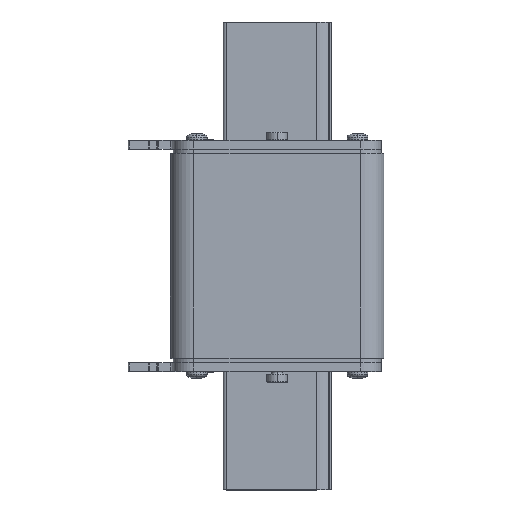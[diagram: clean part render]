
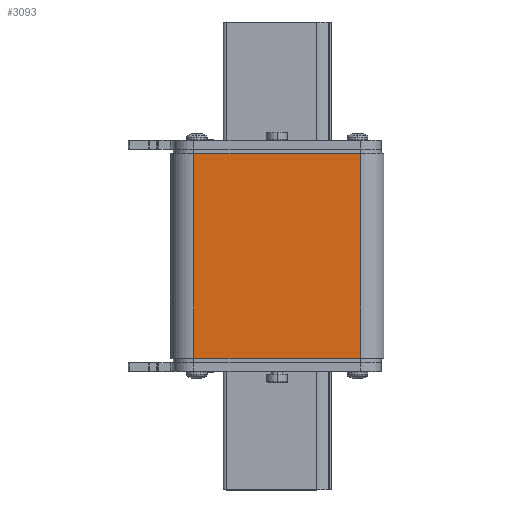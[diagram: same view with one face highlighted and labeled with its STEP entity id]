
A CAD part, top view. The second image highlights one B-rep face of the part: STEP entity #3093.
In plain terms, the highlighted face is planar.
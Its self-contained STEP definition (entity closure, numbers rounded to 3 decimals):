
#356=DIRECTION('',(0.,0.,-1.));
#357=VECTOR('',#356,70.);
#358=CARTESIAN_POINT('',(28.5,36.5,35.));
#359=LINE('',#358,#357);
#488=DIRECTION('',(0.,0.,1.));
#489=VECTOR('',#488,70.);
#490=CARTESIAN_POINT('',(-28.5,36.5,-35.));
#491=LINE('',#490,#489);
#502=DIRECTION('',(1.,0.,0.));
#503=VECTOR('',#502,57.);
#504=CARTESIAN_POINT('',(-28.5,36.5,-35.));
#505=LINE('',#504,#503);
#562=DIRECTION('',(1.,0.,0.));
#563=VECTOR('',#562,57.);
#564=CARTESIAN_POINT('',(-28.5,36.5,35.));
#565=LINE('',#564,#563);
#2453=CARTESIAN_POINT('',(28.5,36.5,-35.));
#2455=VERTEX_POINT('',#2453);
#2456=CARTESIAN_POINT('',(-28.5,36.5,-35.));
#2457=VERTEX_POINT('',#2456);
#2526=CARTESIAN_POINT('',(28.5,36.5,35.));
#2528=VERTEX_POINT('',#2526);
#2540=CARTESIAN_POINT('',(-28.5,36.5,35.));
#2541=VERTEX_POINT('',#2540);
#3081=CARTESIAN_POINT('',(36.5,36.5,-35.));
#3082=DIRECTION('',(0.,1.,0.));
#3083=DIRECTION('',(-1.,0.,0.));
#3084=AXIS2_PLACEMENT_3D('',#3081,#3082,#3083);
#3085=PLANE('',#3084);
#3086=ORIENTED_EDGE('',*,*,#2922,.F.);
#3088=ORIENTED_EDGE('',*,*,#3087,.F.);
#3089=ORIENTED_EDGE('',*,*,#3073,.F.);
#3090=ORIENTED_EDGE('',*,*,#2849,.T.);
#3091=EDGE_LOOP('',(#3086,#3088,#3089,#3090));
#3092=FACE_OUTER_BOUND('',#3091,.F.);
#2849=EDGE_CURVE('',#2457,#2455,#505,.T.);
#2922=EDGE_CURVE('',#2528,#2455,#359,.T.);
#3073=EDGE_CURVE('',#2457,#2541,#491,.T.);
#3087=EDGE_CURVE('',#2541,#2528,#565,.T.);
#3093=ADVANCED_FACE('',(#3092),#3085,.T.);
